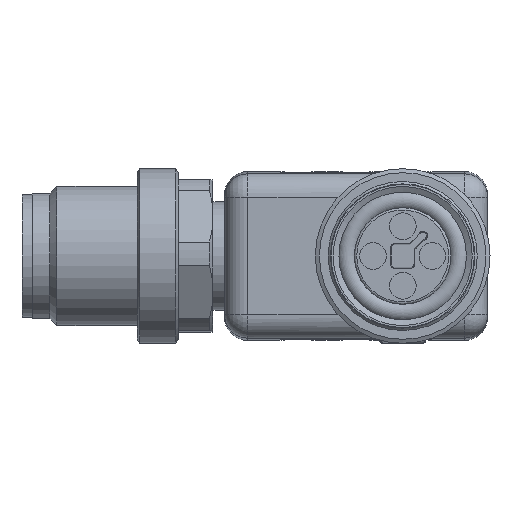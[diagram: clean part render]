
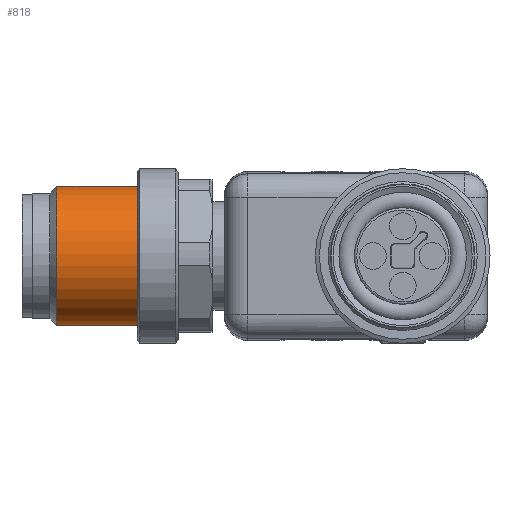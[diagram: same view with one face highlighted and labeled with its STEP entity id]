
A CAD part, left-side view. The second image highlights one B-rep face of the part: STEP entity #818.
In plain terms, the highlighted cylindrical face has radius 6 mm (diameter 12 mm), a full revolution.
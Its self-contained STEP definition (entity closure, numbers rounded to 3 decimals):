
#410=FACE_BOUND('',#1674,.T.);
#411=FACE_BOUND('',#1675,.T.);
#818=ADVANCED_FACE('',(#410,#411),#967,.T.);
#967=CYLINDRICAL_SURFACE('',#6314,6.);
#1674=EDGE_LOOP('',(#3284));
#1675=EDGE_LOOP('',(#3285));
#3284=ORIENTED_EDGE('',*,*,#4712,.F.);
#3285=ORIENTED_EDGE('',*,*,#4711,.T.);
#3939=VERTEX_POINT('',#12856);
#3940=VERTEX_POINT('',#12859);
#4711=EDGE_CURVE('',#3939,#3939,#5655,.T.);
#4712=EDGE_CURVE('',#3940,#3940,#5656,.T.);
#5655=CIRCLE('',#6311,6.);
#5656=CIRCLE('',#6313,6.);
#6311=AXIS2_PLACEMENT_3D('',#12855,#7859,#7860);
#6313=AXIS2_PLACEMENT_3D('',#12858,#7863,#7864);
#6314=AXIS2_PLACEMENT_3D('',#12860,#7865,#7866);
#7859=DIRECTION('',(0.,1.,0.));
#7860=DIRECTION('',(0.029,0.,1.));
#7863=DIRECTION('',(0.,1.,0.));
#7864=DIRECTION('',(0.029,0.,1.));
#7865=DIRECTION('',(0.,1.,0.));
#7866=DIRECTION('',(0.029,0.,1.));
#12855=CARTESIAN_POINT('',(168.6,72.8,0.));
#12856=CARTESIAN_POINT('',(168.774,72.8,5.997));
#12858=CARTESIAN_POINT('',(168.6,79.7,0.));
#12859=CARTESIAN_POINT('',(168.774,79.7,5.997));
#12860=CARTESIAN_POINT('',(168.6,81.8,0.));
